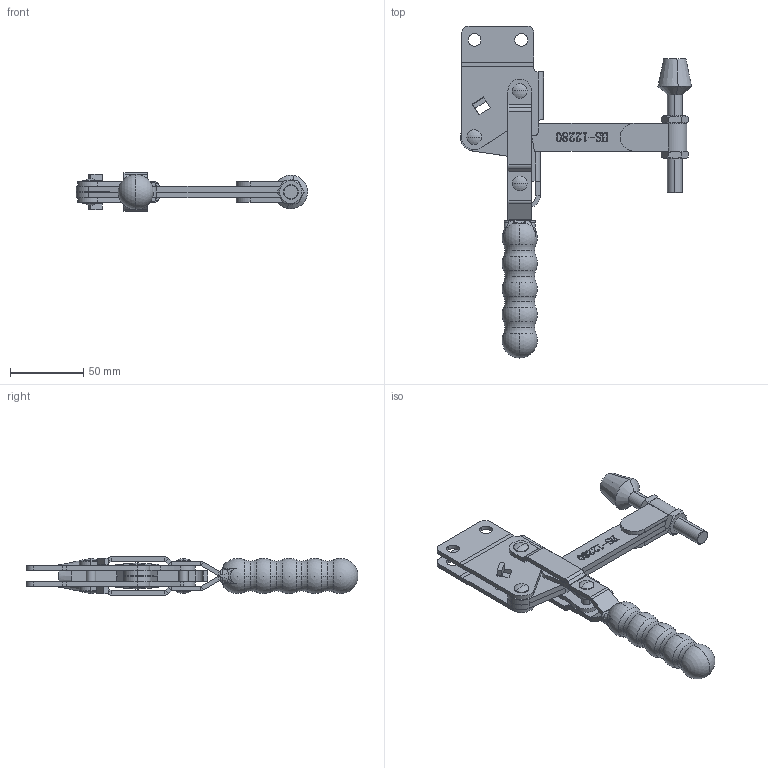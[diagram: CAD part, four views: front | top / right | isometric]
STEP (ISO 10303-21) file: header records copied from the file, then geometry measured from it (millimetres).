
FILE_DESCRIPTION (( 'STEP AP203' ), '1' );
FILE_NAME ('HS-12280.STEP', '2020-09-04T01:45:44', ( '微软用户' ), ( '微软中国' ), 'SwSTEP 2.0', 'SolidWorks 2012', '' );
FILE_SCHEMA (( 'CONFIG_CONTROL_DESIGN' ));
Length unit declared in the file: millimetre
Products named in the file (15): HS-12280; 1#忒參杶; 酗种; 眻忒梟蚾饜极; 眻忒梟; 妗陑揤參蚾饜极; hex thin nuts-grades ab-chamfered gb_GB_FASTENER_NUT_STNAB M10-N; 妗陑揤參; hexagon head bolts-full thread gb_GB_FASTENER_BOLT_STBAB A M10X80-C; 標; 揤輸; 蟀裝; 傻种; 眻菁釱
Assembly tree (18 placements, depth 3):
  HS-12280
    眻菁釱
    傻种  x2
    蟀裝
    妗陑揤參蚾饜极
      妗陑揤參
      揤輸
      標
      hexagon head bolts-full thread gb_GB_FASTENER_BOLT_STBAB A M10X80-C
      妗陑揤參
      hex thin nuts-grades ab-chamfered gb_GB_FASTENER_NUT_STNAB M10-N  x2
    眻忒梟蚾饜极
      眻忒梟  x2
    酗种  x2
    1#忒參杶
Bounding box: 157.7 x 226.29 x 26 mm (x, y, z)
Volume: 117799.2 mm3; surface area: 75192.2 mm2
Topology: 16 solids, 16 shells, 847 faces, 2148 edges, 1350 vertices
Faces by surface type: plane 437, cylinder 170, bspline 161, cone 30, sphere 26, torus 23
Entity records: 32026 total; most frequent: CARTESIAN_POINT 13087, ORIENTED_EDGE 3800, DIRECTION 3165, EDGE_CURVE 1900, VERTEX_POINT 1209, LINE 1131, VECTOR 1131, AXIS2_PLACEMENT_3D 1017
